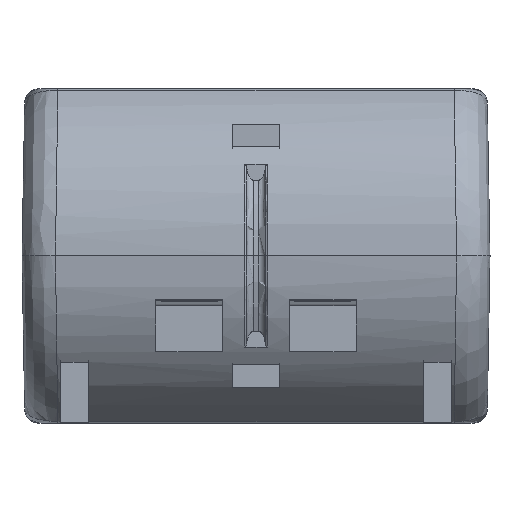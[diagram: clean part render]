
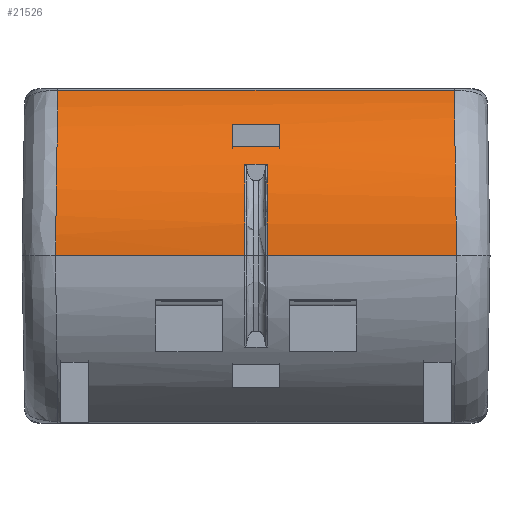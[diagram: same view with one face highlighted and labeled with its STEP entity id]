
A CAD part, top view. The second image highlights one B-rep face of the part: STEP entity #21526.
In plain terms, the highlighted cylindrical face has radius 19.5 mm (diameter 39 mm), a partial arc.
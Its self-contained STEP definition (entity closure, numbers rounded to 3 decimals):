
#852=B_SPLINE_CURVE_WITH_KNOTS('',3,(#43424,#43425,#43426,#43427,#43428,
#43429,#43430,#43431,#43432,#43433,#43434,#43435,#43436,#43437,#43438,#43439,
#43440,#43441,#43442,#43443,#43444,#43445,#43446),.UNSPECIFIED.,.F.,.F.,
(4,1,1,1,1,1,1,1,1,1,1,1,1,1,1,1,1,1,1,1,4),(0.,0.125,0.25,0.313,0.375,
0.406,0.438,0.469,0.484,0.492,0.5,0.508,0.516,0.531,
0.563,0.594,0.625,0.688,0.75,0.875,1.),.UNSPECIFIED.);
#856=B_SPLINE_CURVE_WITH_KNOTS('',3,(#43581,#43582,#43583,#43584,#43585,
#43586,#43587,#43588,#43589,#43590,#43591,#43592,#43593,#43594,#43595,#43596,
#43597,#43598,#43599,#43600,#43601,#43602,#43603),.UNSPECIFIED.,.F.,.F.,
(4,1,1,1,1,1,1,1,1,1,1,1,1,1,1,1,1,1,1,1,4),(0.,0.125,0.25,0.313,0.375,
0.406,0.438,0.469,0.484,0.492,0.5,0.508,0.516,0.531,
0.563,0.594,0.625,0.688,0.75,0.875,1.),.UNSPECIFIED.);
#1104=CYLINDRICAL_SURFACE('',#23308,19.5);
#1583=CIRCLE('',#23094,19.5);
#1584=CIRCLE('',#23096,19.5);
#1666=CIRCLE('',#23267,19.5);
#1668=CIRCLE('',#23270,19.5);
#7215=ORIENTED_EDGE('',*,*,#10973,.F.);
#7216=ORIENTED_EDGE('',*,*,#10967,.F.);
#7217=ORIENTED_EDGE('',*,*,#10971,.F.);
#7218=ORIENTED_EDGE('',*,*,#10962,.F.);
#7219=ORIENTED_EDGE('',*,*,#11050,.T.);
#7220=ORIENTED_EDGE('',*,*,#10716,.T.);
#7221=ORIENTED_EDGE('',*,*,#10744,.T.);
#7222=ORIENTED_EDGE('',*,*,#10714,.T.);
#7223=ORIENTED_EDGE('',*,*,#11051,.T.);
#7224=ORIENTED_EDGE('',*,*,#11033,.T.);
#7225=ORIENTED_EDGE('',*,*,#11009,.T.);
#7226=ORIENTED_EDGE('',*,*,#11052,.T.);
#10714=EDGE_CURVE('',#13029,#13031,#1583,.T.);
#10716=EDGE_CURVE('',#13034,#13032,#1584,.T.);
#10744=EDGE_CURVE('',#13032,#13029,#15022,.T.);
#10962=EDGE_CURVE('',#13193,#13194,#15147,.T.);
#10967=EDGE_CURVE('',#13197,#13198,#15152,.T.);
#10971=EDGE_CURVE('',#13194,#13197,#1666,.T.);
#10973=EDGE_CURVE('',#13198,#13193,#1668,.T.);
#11009=EDGE_CURVE('',#13219,#13218,#15183,.T.);
#11033=EDGE_CURVE('',#13234,#13219,#852,.T.);
#11050=EDGE_CURVE('',#13247,#13034,#15195,.T.);
#11051=EDGE_CURVE('',#13031,#13234,#15196,.T.);
#11052=EDGE_CURVE('',#13218,#13247,#856,.T.);
#13029=VERTEX_POINT('',#42154);
#13031=VERTEX_POINT('',#42158);
#13032=VERTEX_POINT('',#42166);
#13034=VERTEX_POINT('',#42169);
#13193=VERTEX_POINT('',#42849);
#13194=VERTEX_POINT('',#42850);
#13197=VERTEX_POINT('',#42859);
#13198=VERTEX_POINT('',#42860);
#13218=VERTEX_POINT('',#42936);
#13219=VERTEX_POINT('',#42938);
#13234=VERTEX_POINT('',#43447);
#13247=VERTEX_POINT('',#43579);
#15022=LINE('',#42253,#17002);
#15147=LINE('',#42848,#17127);
#15152=LINE('',#42858,#17132);
#15183=LINE('',#42937,#17163);
#15195=LINE('',#43578,#17175);
#15196=LINE('',#43580,#17176);
#17002=VECTOR('',#27620,1000.);
#17127=VECTOR('',#28027,1000.);
#17132=VECTOR('',#28034,1000.);
#17163=VECTOR('',#28117,1000.);
#17175=VECTOR('',#28163,1000.);
#17176=VECTOR('',#28164,1000.);
#18420=EDGE_LOOP('',(#7215,#7216,#7217,#7218));
#18421=EDGE_LOOP('',(#7219,#7220,#7221,#7222,#7223,#7224,#7225,#7226));
#19674=FACE_BOUND('',#18420,.T.);
#19675=FACE_BOUND('',#18421,.T.);
#21526=ADVANCED_FACE('',(#19674,#19675),#1104,.T.);
#23094=AXIS2_PLACEMENT_3D('',#42159,#27559,#27560);
#23096=AXIS2_PLACEMENT_3D('',#42168,#27563,#27564);
#23267=AXIS2_PLACEMENT_3D('',#42867,#28040,#28041);
#23270=AXIS2_PLACEMENT_3D('',#42870,#28046,#28047);
#23308=AXIS2_PLACEMENT_3D('',#43577,#28161,#28162);
#27559=DIRECTION('',(1.,0.,0.));
#27560=DIRECTION('',(0.,0.,1.));
#27563=DIRECTION('',(-1.,0.,0.));
#27564=DIRECTION('',(0.,0.,1.));
#27620=DIRECTION('',(1.,0.,0.));
#28027=DIRECTION('',(1.,0.,0.));
#28034=DIRECTION('',(-1.,0.,0.));
#28040=DIRECTION('',(-1.,0.,0.));
#28041=DIRECTION('',(0.,0.,-1.));
#28046=DIRECTION('',(1.,0.,0.));
#28047=DIRECTION('',(0.,0.,1.));
#28117=DIRECTION('',(-1.,0.,0.));
#28161=DIRECTION('',(1.,0.,0.));
#28162=DIRECTION('',(0.,0.,-1.));
#28163=DIRECTION('',(1.,0.,0.));
#28164=DIRECTION('',(1.,0.,0.));
#42154=CARTESIAN_POINT('',(1.179,-9.558,-39.997));
#42158=CARTESIAN_POINT('',(1.179,0.,-42.5));
#42159=CARTESIAN_POINT('',(1.179,0.,-23.));
#42166=CARTESIAN_POINT('',(-1.179,-9.558,-39.997));
#42168=CARTESIAN_POINT('',(-1.179,0.,-23.));
#42169=CARTESIAN_POINT('',(-1.179,0.,-42.5));
#42253=CARTESIAN_POINT('',(-24.5,-9.558,-39.997));
#42848=CARTESIAN_POINT('',(-24.5,-11.428,-38.8));
#42849=CARTESIAN_POINT('',(-2.5,-11.428,-38.8));
#42850=CARTESIAN_POINT('',(2.5,-11.428,-38.8));
#42858=CARTESIAN_POINT('',(-24.5,-13.777,-36.8));
#42859=CARTESIAN_POINT('',(2.5,-13.777,-36.8));
#42860=CARTESIAN_POINT('',(-2.5,-13.777,-36.8));
#42867=CARTESIAN_POINT('',(2.5,0.,-23.));
#42870=CARTESIAN_POINT('',(-2.5,0.,-23.));
#42936=CARTESIAN_POINT('',(-20.751,-17.333,-31.933));
#42937=CARTESIAN_POINT('',(-24.5,-17.333,-31.933));
#42938=CARTESIAN_POINT('',(20.751,-17.333,-31.933));
#43424=CARTESIAN_POINT('',(20.999,0.,-42.5));
#43425=CARTESIAN_POINT('',(20.983,-1.18,-42.5));
#43426=CARTESIAN_POINT('',(20.951,-3.393,-42.286));
#43427=CARTESIAN_POINT('',(20.918,-5.727,-41.676));
#43428=CARTESIAN_POINT('',(20.895,-7.328,-41.084));
#43429=CARTESIAN_POINT('',(20.882,-8.221,-40.689));
#43430=CARTESIAN_POINT('',(20.873,-8.872,-40.367));
#43431=CARTESIAN_POINT('',(20.866,-9.329,-40.126));
#43432=CARTESIAN_POINT('',(20.861,-9.687,-39.925));
#43433=CARTESIAN_POINT('',(20.857,-9.92,-39.789));
#43434=CARTESIAN_POINT('',(20.855,-10.058,-39.706));
#43435=CARTESIAN_POINT('',(20.854,-10.133,-39.66));
#43436=CARTESIAN_POINT('',(20.852,-10.309,-39.553));
#43437=CARTESIAN_POINT('',(20.849,-10.505,-39.429));
#43438=CARTESIAN_POINT('',(20.844,-10.861,-39.198));
#43439=CARTESIAN_POINT('',(20.837,-11.349,-38.862));
#43440=CARTESIAN_POINT('',(20.829,-11.917,-38.44));
#43441=CARTESIAN_POINT('',(20.818,-12.644,-37.858));
#43442=CARTESIAN_POINT('',(20.806,-13.501,-37.093));
#43443=CARTESIAN_POINT('',(20.788,-14.756,-35.803));
#43444=CARTESIAN_POINT('',(20.769,-16.107,-34.091));
#43445=CARTESIAN_POINT('',(20.757,-16.961,-32.657));
#43446=CARTESIAN_POINT('',(20.751,-17.333,-31.933));
#43447=CARTESIAN_POINT('',(20.999,0.,-42.5));
#43577=CARTESIAN_POINT('',(-24.5,0.,-23.));
#43578=CARTESIAN_POINT('',(-24.5,0.,-42.5));
#43579=CARTESIAN_POINT('',(-20.999,0.,-42.5));
#43580=CARTESIAN_POINT('',(-24.5,0.,-42.5));
#43581=CARTESIAN_POINT('',(-20.751,-17.333,-31.933));
#43582=CARTESIAN_POINT('',(-20.757,-16.961,-32.657));
#43583=CARTESIAN_POINT('',(-20.769,-16.107,-34.091));
#43584=CARTESIAN_POINT('',(-20.788,-14.756,-35.803));
#43585=CARTESIAN_POINT('',(-20.806,-13.501,-37.093));
#43586=CARTESIAN_POINT('',(-20.818,-12.644,-37.858));
#43587=CARTESIAN_POINT('',(-20.829,-11.917,-38.44));
#43588=CARTESIAN_POINT('',(-20.837,-11.349,-38.862));
#43589=CARTESIAN_POINT('',(-20.844,-10.862,-39.198));
#43590=CARTESIAN_POINT('',(-20.849,-10.505,-39.429));
#43591=CARTESIAN_POINT('',(-20.852,-10.309,-39.553));
#43592=CARTESIAN_POINT('',(-20.854,-10.133,-39.66));
#43593=CARTESIAN_POINT('',(-20.855,-10.058,-39.706));
#43594=CARTESIAN_POINT('',(-20.857,-9.92,-39.789));
#43595=CARTESIAN_POINT('',(-20.861,-9.687,-39.925));
#43596=CARTESIAN_POINT('',(-20.866,-9.329,-40.126));
#43597=CARTESIAN_POINT('',(-20.873,-8.872,-40.367));
#43598=CARTESIAN_POINT('',(-20.882,-8.221,-40.689));
#43599=CARTESIAN_POINT('',(-20.895,-7.328,-41.084));
#43600=CARTESIAN_POINT('',(-20.918,-5.727,-41.676));
#43601=CARTESIAN_POINT('',(-20.951,-3.393,-42.286));
#43602=CARTESIAN_POINT('',(-20.983,-1.18,-42.5));
#43603=CARTESIAN_POINT('',(-20.999,0.,-42.5));
